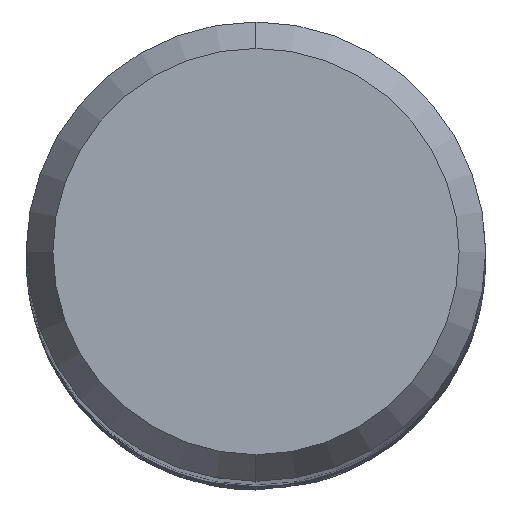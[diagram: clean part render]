
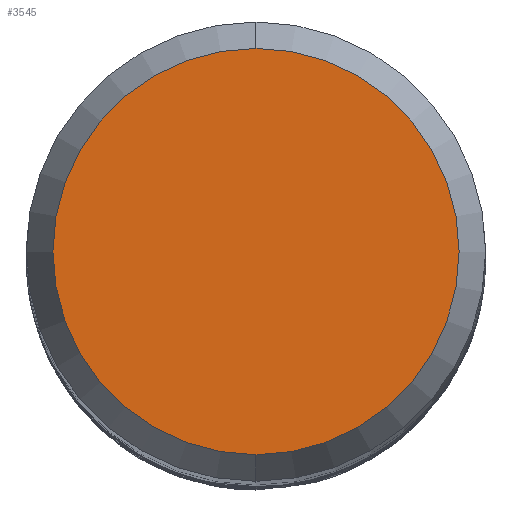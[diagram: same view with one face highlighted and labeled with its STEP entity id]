
A CAD part, top view. The second image highlights one B-rep face of the part: STEP entity #3545.
In plain terms, the highlighted planar face has unit normal (0, 0, 1).
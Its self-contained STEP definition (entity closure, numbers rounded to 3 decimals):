
#2163=VERTEX_POINT('',#4999);
#2201=EDGE_CURVE('',#2163,#2687,#5037,.T.);
#2687=VERTEX_POINT('',#5559);
#3545=ADVANCED_FACE('',(#6499),#6500,.T.);
#3571=EDGE_CURVE('',#2687,#2163,#6528,.T.);
#4999=CARTESIAN_POINT('',(0.0,3.538,0.0));
#5037=CIRCLE('',#16756,3.538);
#5559=CARTESIAN_POINT('',(0.,-3.538,0.0));
#6499=FACE_OUTER_BOUND('',#36670,.T.);
#6500=PLANE('',#36671);
#6528=CIRCLE('',#36815,3.538);
#16756=AXIS2_PLACEMENT_3D('',#46331,#46332,#46333);
#36670=EDGE_LOOP('',(#47772,#47773));
#36671=AXIS2_PLACEMENT_3D('',#47774,#47775,#47776);
#36815=AXIS2_PLACEMENT_3D('',#47807,#47808,#47809);
#46331=CARTESIAN_POINT('',(0.0,0.0,0.0));
#46332=DIRECTION('',(0.0,0.0,-1.0));
#46333=DIRECTION('',(0.0,1.0,0.0));
#47772=ORIENTED_EDGE('',*,*,#2201,.F.);
#47773=ORIENTED_EDGE('',*,*,#3571,.F.);
#47774=CARTESIAN_POINT('',(0.0,1.769,0.0));
#47775=DIRECTION('',(-0.0,0.0,1.0));
#47776=DIRECTION('',(0.0,-1.0,0.0));
#47807=CARTESIAN_POINT('',(0.0,0.0,0.0));
#47808=DIRECTION('',(0.0,0.0,-1.0));
#47809=DIRECTION('',(0.0,1.0,0.0));
